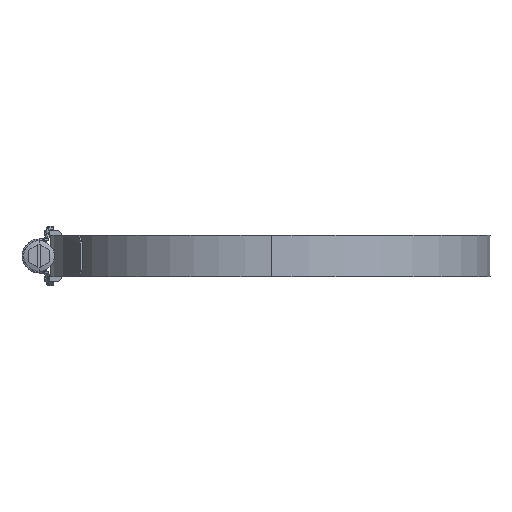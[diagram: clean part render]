
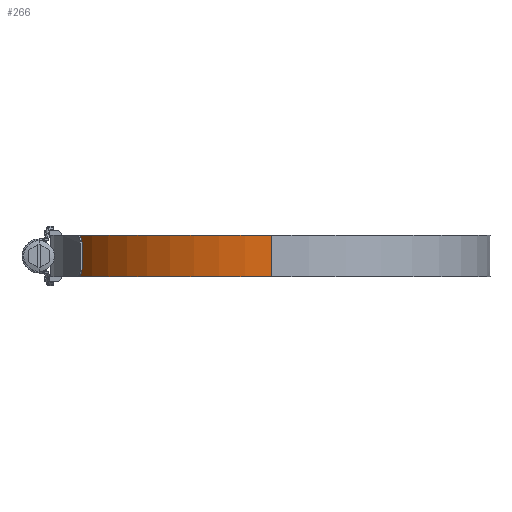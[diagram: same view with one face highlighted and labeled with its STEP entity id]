
A CAD part, left-side view. The second image highlights one B-rep face of the part: STEP entity #266.
In plain terms, the highlighted cylindrical face has radius 84.69 mm (diameter 169.38 mm), a partial arc.
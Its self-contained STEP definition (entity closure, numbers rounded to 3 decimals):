
#266 = ADVANCED_FACE ( 'NONE', ( #8084 ), #9392, .T. ) ;
#934 = LINE ( 'NONE', #986, #2965 ) ;
#986 = CARTESIAN_POINT ( 'NONE',  ( -84.69, 0., 7.95 ) ) ;
#1071 = CARTESIAN_POINT ( 'NONE',  ( 0., 84.69, 7.95 ) ) ;
#1321 = CARTESIAN_POINT ( 'NONE',  ( -84.69, 0., 7.95 ) ) ;
#1907 = EDGE_CURVE ( 'NONE', #5572, #7034, #7238, .T. ) ;
#2082 = DIRECTION ( 'NONE',  ( 0., 0., 1. ) ) ;
#2347 = DIRECTION ( 'NONE',  ( 0., 0., -1. ) ) ;
#2478 = ORIENTED_EDGE ( 'NONE', *, *, #1907, .T. ) ;
#2487 = AXIS2_PLACEMENT_3D ( 'NONE', #3876, #2347, #4086 ) ;
#2965 = VECTOR ( 'NONE', #8050, 1000. ) ;
#3020 = ORIENTED_EDGE ( 'NONE', *, *, #5417, .T. ) ;
#3270 = DIRECTION ( 'NONE',  ( 0., 0., -1. ) ) ;
#3876 = CARTESIAN_POINT ( 'NONE',  ( 0., 0., 7.95 ) ) ;
#3890 = VERTEX_POINT ( 'NONE', #9261 ) ;
#4082 = CARTESIAN_POINT ( 'NONE',  ( 0., 84.69, 7.95 ) ) ;
#4086 = DIRECTION ( 'NONE',  ( -1., 0., 0. ) ) ;
#4308 = ORIENTED_EDGE ( 'NONE', *, *, #4517, .F. ) ;
#4517 = EDGE_CURVE ( 'NONE', #5572, #7862, #9645, .T. ) ;
#5417 = EDGE_CURVE ( 'NONE', #7034, #3890, #8386, .T. ) ;
#5572 = VERTEX_POINT ( 'NONE', #1071 ) ;
#5695 = DIRECTION ( 'NONE',  ( 0., 0., 1. ) ) ;
#5943 = DIRECTION ( 'NONE',  ( 1., 0., 0. ) ) ;
#6257 = DIRECTION ( 'NONE',  ( 1., 0., 0. ) ) ;
#6344 = CARTESIAN_POINT ( 'NONE',  ( 0., 84.69, -7.95 ) ) ;
#6860 = CARTESIAN_POINT ( 'NONE',  ( 0., 0., 7.95 ) ) ;
#7034 = VERTEX_POINT ( 'NONE', #6344 ) ;
#7238 = LINE ( 'NONE', #4082, #9269 ) ;
#7862 = VERTEX_POINT ( 'NONE', #1321 ) ;
#7977 = CARTESIAN_POINT ( 'NONE',  ( 0., 0., -7.95 ) ) ;
#8009 = AXIS2_PLACEMENT_3D ( 'NONE', #6860, #2082, #5943 ) ;
#8050 = DIRECTION ( 'NONE',  ( 0., 0., -1. ) ) ;
#8084 = FACE_OUTER_BOUND ( 'NONE', #8968, .T. ) ;
#8254 = ORIENTED_EDGE ( 'NONE', *, *, #9574, .F. ) ;
#8386 = CIRCLE ( 'NONE', #9342, 84.69 ) ;
#8968 = EDGE_LOOP ( 'NONE', ( #8254, #4308, #2478, #3020 ) ) ;
#9261 = CARTESIAN_POINT ( 'NONE',  ( -84.69, 0., -7.95 ) ) ;
#9269 = VECTOR ( 'NONE', #3270, 1000. ) ;
#9342 = AXIS2_PLACEMENT_3D ( 'NONE', #7977, #5695, #6257 ) ;
#9392 = CYLINDRICAL_SURFACE ( 'NONE', #2487, 84.69 ) ;
#9574 = EDGE_CURVE ( 'NONE', #7862, #3890, #934, .T. ) ;
#9645 = CIRCLE ( 'NONE', #8009, 84.69 ) ;
